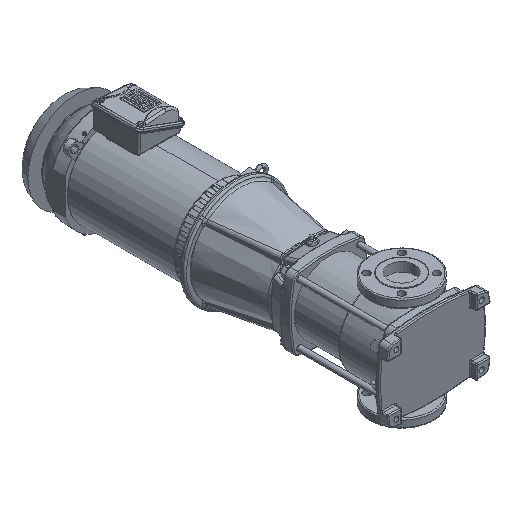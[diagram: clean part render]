
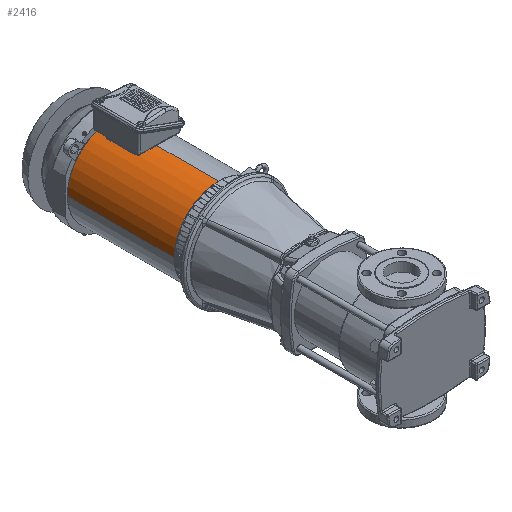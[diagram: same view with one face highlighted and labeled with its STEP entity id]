
A CAD part, isometric view. The second image highlights one B-rep face of the part: STEP entity #2416.
In plain terms, the highlighted cylindrical face has radius 124.3 mm (diameter 248.6 mm), a partial arc.
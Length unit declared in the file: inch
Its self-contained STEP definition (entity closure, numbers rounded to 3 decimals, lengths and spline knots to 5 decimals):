
#2416 = ADVANCED_FACE ( 'NONE', ( #100540 ), #123256, .T. ) ;
#6235 = EDGE_CURVE ( 'NONE', #53353, #111701, #91307, .T. ) ;
#8059 = AXIS2_PLACEMENT_3D ( 'NONE', #110812, #99825, #144492 ) ;
#9226 = EDGE_LOOP ( 'NONE', ( #34660, #62777, #15790, #123959 ) ) ;
#15790 = ORIENTED_EDGE ( 'NONE', *, *, #101749, .F. ) ;
#16595 = VECTOR ( 'NONE', #82719, 39.37008 ) ;
#20180 = DIRECTION ( 'NONE',  ( -1., 0., 0. ) ) ;
#20569 = VERTEX_POINT ( 'NONE', #76908 ) ;
#21738 = DIRECTION ( 'NONE',  ( -1., 0., 0. ) ) ;
#32116 = CARTESIAN_POINT ( 'NONE',  ( -5.69447, -5.09019, 0.00085 ) ) ;
#33368 = DIRECTION ( 'NONE',  ( -1., 0., 0. ) ) ;
#34660 = ORIENTED_EDGE ( 'NONE', *, *, #6235, .T. ) ;
#45092 = DIRECTION ( 'NONE',  ( 0., -1., 0. ) ) ;
#49646 = CARTESIAN_POINT ( 'NONE',  ( 6.11655, -0.19649, 4.8937 ) ) ;
#49760 = LINE ( 'NONE', #127402, #16595 ) ;
#53353 = VERTEX_POINT ( 'NONE', #141615 ) ;
#53402 = CIRCLE ( 'NONE', #76815, 4.8937 ) ;
#56071 = CARTESIAN_POINT ( 'NONE',  ( 6.11655, -0.19649, 0. ) ) ;
#62777 = ORIENTED_EDGE ( 'NONE', *, *, #132629, .T. ) ;
#66942 = EDGE_CURVE ( 'NONE', #53353, #84618, #49760, .T. ) ;
#72572 = AXIS2_PLACEMENT_3D ( 'NONE', #56071, #33368, #45092 ) ;
#73679 = CARTESIAN_POINT ( 'NONE',  ( 38.54453, -0.19649, 4.8937 ) ) ;
#76815 = AXIS2_PLACEMENT_3D ( 'NONE', #134532, #21738, #123564 ) ;
#76908 = CARTESIAN_POINT ( 'NONE',  ( -5.69447, -0.19649, 4.8937 ) ) ;
#82719 = DIRECTION ( 'NONE',  ( -1., 0., 0. ) ) ;
#84618 = VERTEX_POINT ( 'NONE', #32116 ) ;
#91307 = CIRCLE ( 'NONE', #72572, 4.8937 ) ;
#99825 = DIRECTION ( 'NONE',  ( -1., 0., 0. ) ) ;
#100540 = FACE_OUTER_BOUND ( 'NONE', #9226, .T. ) ;
#101749 = EDGE_CURVE ( 'NONE', #84618, #20569, #53402, .T. ) ;
#110812 = CARTESIAN_POINT ( 'NONE',  ( 38.54453, -0.19649, 0. ) ) ;
#111701 = VERTEX_POINT ( 'NONE', #49646 ) ;
#123256 = CYLINDRICAL_SURFACE ( 'NONE', #8059, 4.8937 ) ;
#123564 = DIRECTION ( 'NONE',  ( 0., -1., 0. ) ) ;
#123959 = ORIENTED_EDGE ( 'NONE', *, *, #66942, .F. ) ;
#127402 = CARTESIAN_POINT ( 'NONE',  ( 38.54453, -5.09019, 0.00085 ) ) ;
#129392 = LINE ( 'NONE', #73679, #144062 ) ;
#132629 = EDGE_CURVE ( 'NONE', #111701, #20569, #129392, .T. ) ;
#134532 = CARTESIAN_POINT ( 'NONE',  ( -5.69447, -0.19649, 0. ) ) ;
#141615 = CARTESIAN_POINT ( 'NONE',  ( 6.11655, -5.09019, 0.00085 ) ) ;
#144062 = VECTOR ( 'NONE', #20180, 39.37008 ) ;
#144492 = DIRECTION ( 'NONE',  ( 0., 0., 1. ) ) ;
